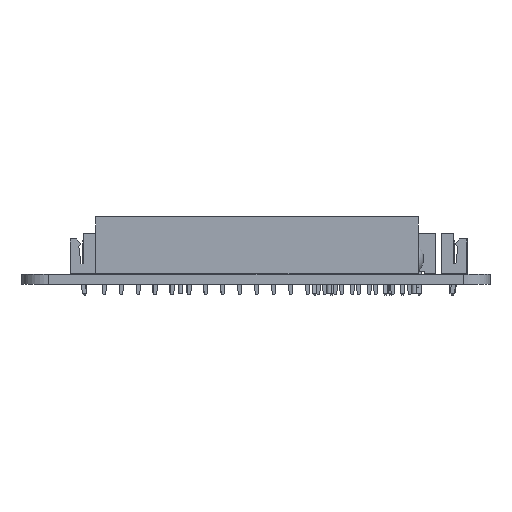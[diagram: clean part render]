
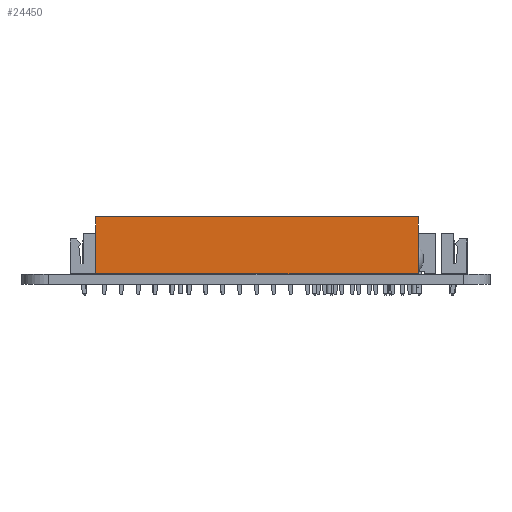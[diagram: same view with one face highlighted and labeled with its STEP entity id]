
A CAD part, left-side view. The second image highlights one B-rep face of the part: STEP entity #24450.
In plain terms, the highlighted planar face has unit normal (-1, 0, 0).
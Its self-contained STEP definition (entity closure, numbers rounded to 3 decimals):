
#1308=FACE_OUTER_BOUND('',#2809,.T.);
#2809=EDGE_LOOP('',(#18253,#18254,#18255,#18256));
#4749=LINE('',#36089,#7796);
#4755=LINE('',#36102,#7802);
#4758=LINE('',#36107,#7805);
#4835=LINE('',#36261,#7882);
#7796=VECTOR('',#29614,1.);
#7802=VECTOR('',#29622,1.);
#7805=VECTOR('',#29629,1.);
#7882=VECTOR('',#29708,1.);
#10565=VERTEX_POINT('',#36077);
#10570=VERTEX_POINT('',#36087);
#10575=VERTEX_POINT('',#36099);
#10576=VERTEX_POINT('',#36101);
#13223=EDGE_CURVE('',#10565,#10570,#4749,.T.);
#13229=EDGE_CURVE('',#10575,#10576,#4755,.T.);
#13232=EDGE_CURVE('',#10576,#10570,#4758,.T.);
#13309=EDGE_CURVE('',#10575,#10565,#4835,.T.);
#18253=ORIENTED_EDGE('',*,*,#13229,.F.);
#18254=ORIENTED_EDGE('',*,*,#13309,.T.);
#18255=ORIENTED_EDGE('',*,*,#13223,.T.);
#18256=ORIENTED_EDGE('',*,*,#13232,.F.);
#22047=PLANE('',#26060);
#24450=ADVANCED_FACE('',(#1308),#22047,.F.);
#26060=AXIS2_PLACEMENT_3D('',#36572,#29870,#29871);
#29614=DIRECTION('',(0.,0.,1.));
#29622=DIRECTION('',(0.,0.,1.));
#29629=DIRECTION('',(0.,-1.,0.));
#29708=DIRECTION('',(0.,-1.,0.));
#29870=DIRECTION('center_axis',(1.,0.,0.));
#29871=DIRECTION('ref_axis',(0.,-1.,0.));
#36077=CARTESIAN_POINT('',(-1.27,-46.99,0.));
#36087=CARTESIAN_POINT('',(-1.27,-46.99,8.5));
#36089=CARTESIAN_POINT('',(-1.27,-46.99,0.));
#36099=CARTESIAN_POINT('',(-1.27,1.27,0.));
#36101=CARTESIAN_POINT('',(-1.27,1.27,8.5));
#36102=CARTESIAN_POINT('',(-1.27,1.27,0.));
#36107=CARTESIAN_POINT('',(-1.27,1.27,8.5));
#36261=CARTESIAN_POINT('',(-1.27,1.27,0.));
#36572=CARTESIAN_POINT('Origin',(-1.27,1.27,0.));
